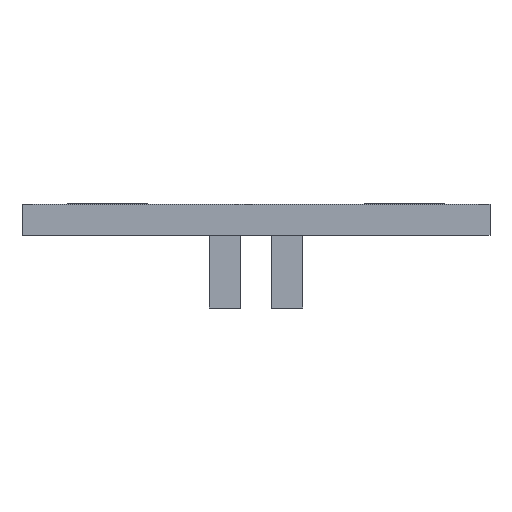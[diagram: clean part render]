
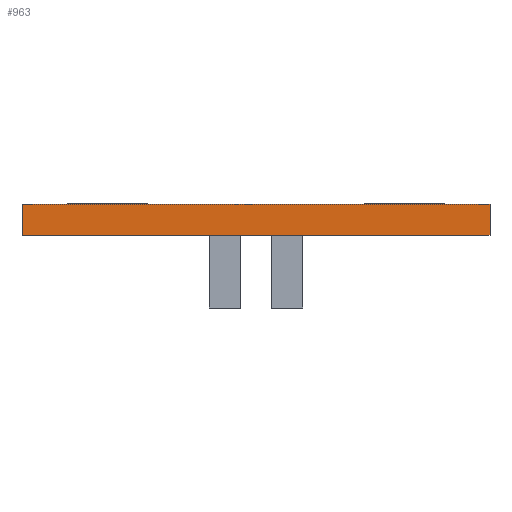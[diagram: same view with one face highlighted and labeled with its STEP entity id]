
A CAD part, front view. The second image highlights one B-rep face of the part: STEP entity #963.
In plain terms, the highlighted planar face has unit normal (0, -1, 0).
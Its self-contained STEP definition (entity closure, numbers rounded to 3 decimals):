
#24 = VECTOR ( 'NONE', #82, 1000. ) ;
#38 = VERTEX_POINT ( 'NONE', #1123 ) ;
#64 = CARTESIAN_POINT ( 'NONE',  ( -22.5, -40., 5. ) ) ;
#76 = FACE_OUTER_BOUND ( 'NONE', #476, .T. ) ;
#82 = DIRECTION ( 'NONE',  ( 0., 0., -1. ) ) ;
#136 = EDGE_CURVE ( 'NONE', #144, #399, #1201, .T. ) ;
#144 = VERTEX_POINT ( 'NONE', #758 ) ;
#172 = DIRECTION ( 'NONE',  ( 0., 1., 0. ) ) ;
#353 = CARTESIAN_POINT ( 'NONE',  ( 22.5, -40., 5. ) ) ;
#382 = LINE ( 'NONE', #564, #1227 ) ;
#391 = ORIENTED_EDGE ( 'NONE', *, *, #886, .T. ) ;
#399 = VERTEX_POINT ( 'NONE', #64 ) ;
#401 = ORIENTED_EDGE ( 'NONE', *, *, #1059, .F. ) ;
#464 = DIRECTION ( 'NONE',  ( 0., 0., 1. ) ) ;
#472 = DIRECTION ( 'NONE',  ( -1., 0., 0. ) ) ;
#476 = EDGE_LOOP ( 'NONE', ( #391, #401, #898, #481 ) ) ;
#477 = DIRECTION ( 'NONE',  ( 0., 0., -1. ) ) ;
#481 = ORIENTED_EDGE ( 'NONE', *, *, #136, .T. ) ;
#483 = LINE ( 'NONE', #967, #942 ) ;
#544 = CARTESIAN_POINT ( 'NONE',  ( 22.5, -40., 5. ) ) ;
#564 = CARTESIAN_POINT ( 'NONE',  ( 22.5, -40., 5. ) ) ;
#629 = AXIS2_PLACEMENT_3D ( 'NONE', #353, #172, #464 ) ;
#695 = VECTOR ( 'NONE', #472, 1000. ) ;
#736 = PLANE ( 'NONE',  #629 ) ;
#758 = CARTESIAN_POINT ( 'NONE',  ( 22.5, -40., 5. ) ) ;
#862 = VERTEX_POINT ( 'NONE', #912 ) ;
#868 = DIRECTION ( 'NONE',  ( -1., 0., 0. ) ) ;
#886 = EDGE_CURVE ( 'NONE', #399, #862, #1131, .T. ) ;
#898 = ORIENTED_EDGE ( 'NONE', *, *, #1016, .F. ) ;
#912 = CARTESIAN_POINT ( 'NONE',  ( -22.5, -40., 2. ) ) ;
#926 = CARTESIAN_POINT ( 'NONE',  ( -22.5, -40., 5. ) ) ;
#942 = VECTOR ( 'NONE', #868, 1000. ) ;
#963 = ADVANCED_FACE ( 'NONE', ( #76 ), #736, .F. ) ;
#967 = CARTESIAN_POINT ( 'NONE',  ( 22.5, -40., 2. ) ) ;
#1016 = EDGE_CURVE ( 'NONE', #144, #38, #382, .T. ) ;
#1059 = EDGE_CURVE ( 'NONE', #38, #862, #483, .T. ) ;
#1123 = CARTESIAN_POINT ( 'NONE',  ( 22.5, -40., 2. ) ) ;
#1131 = LINE ( 'NONE', #926, #24 ) ;
#1201 = LINE ( 'NONE', #544, #695 ) ;
#1227 = VECTOR ( 'NONE', #477, 1000. ) ;
